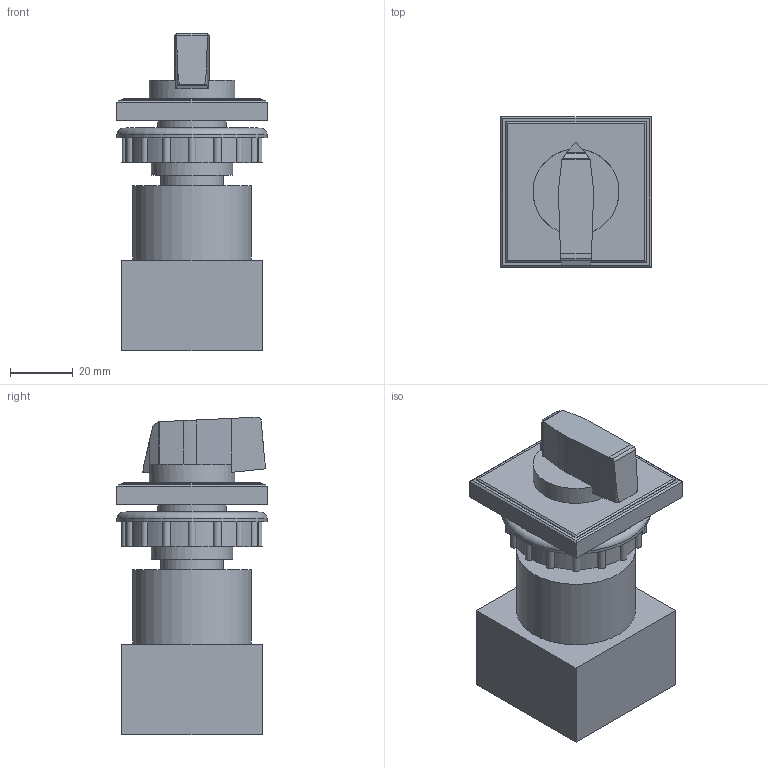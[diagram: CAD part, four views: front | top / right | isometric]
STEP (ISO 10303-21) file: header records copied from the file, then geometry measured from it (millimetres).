
FILE_DESCRIPTION(/* description */ (''),/* implementation_level */ '2;1');
FILE_NAME(/* name */ '3d_20AAC12pozycje-GX2092U47.stp',/* time_stamp */ '2016-09-29T14:10:37+02:00',/* author */ ('Andrzej'),/* organization */ (''),/* preprocessor_version */ 'ST-DEVELOPER v15.5',/* originating_system */ 'AutoCAD Mechanical',/* authorisation */ '');
FILE_SCHEMA (('AUTOMOTIVE_DESIGN { 1 0 10303 214 3 1 1 }'));
Length unit declared in the file: millimetre
Products named in the file (1): Product
Bounding box: 48 x 48 x 101.5 mm (x, y, z)
Volume: 132092.9 mm3; surface area: 33370.4 mm2
Topology: 7 solids, 7 shells, 115 faces, 544 edges, 712 vertices
Faces by surface type: plane 64, cylinder 50, torus 1
Full cylindrical faces by diameter (mm): 20 x1, 22 x1, 26 x1, 27.5 x1, 38 x1, 42.027 x1, 48 x1
Entity records: 5207 total; most frequent: CARTESIAN_POINT 1360, DIRECTION 876, ORIENTED_EDGE 540, LINE 424, VECTOR 424, EDGE_CURVE 269, TRIMMED_CURVE 265, AXIS2_PLACEMENT_3D 226
